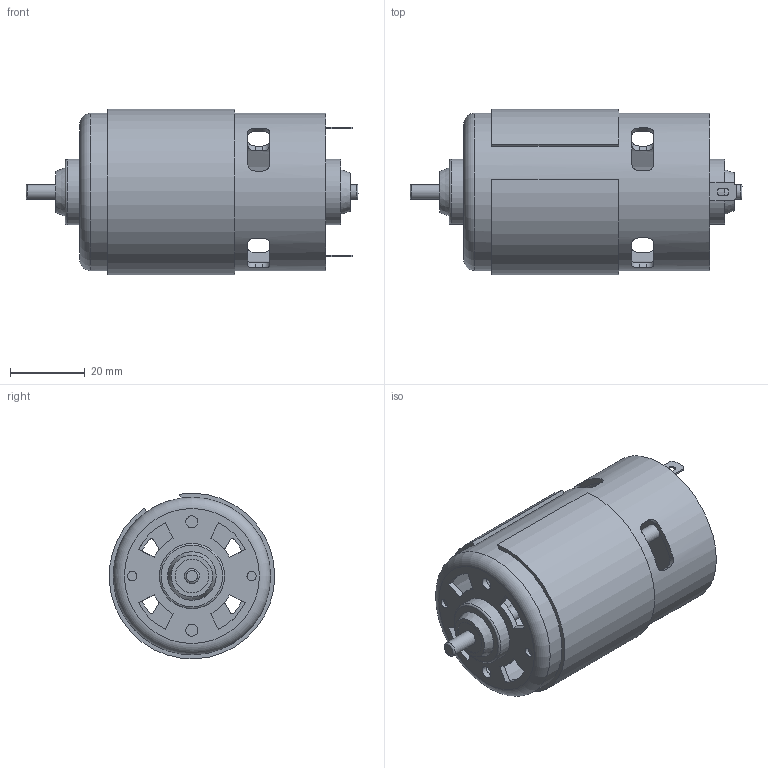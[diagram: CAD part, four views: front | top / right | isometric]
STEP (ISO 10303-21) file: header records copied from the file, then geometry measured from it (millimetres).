
FILE_DESCRIPTION(/* description */ (''),/* implementation_level */ '2;1');
FILE_NAME(/* name */ 'DRILLMOTOR_PCB_ASM.iam.step',/* time_stamp */ '2014-01-07T11:30:26-08:00',/* author */ ('Philip'),/* organization */ (''),/* preprocessor_version */ 'ST-DEVELOPER v15.2',/* originating_system */ 'Autodesk Inventor 2014',/* authorisation */ '');
FILE_SCHEMA (('AUTOMOTIVE_DESIGN { 1 0 10303 214 3 1 1 }'));
Length unit declared in the file: inch
Products named in the file (7): DRILLMOTORCASE_NONE; DRILLMOTORAXIL_NONE; DRILLMOTORSHIELD_NONE; DRILLMOTORTERMINAL_NONE; DRILLMOTOR_NONE_ASM; DRILLMOTOR_ASM; DRILLMOTOR_PCB_ASM
Bounding box: 89 x 44.35 x 44.38 mm (x, y, z)
Volume: 23896.4 mm3; surface area: 32099.9 mm2
Topology: 5 solids, 5 shells, 218 faces, 554 edges, 360 vertices
Faces by surface type: cylinder 107, plane 94, torus 11, sphere 4, cone 2
Full cylindrical faces by diameter (mm): 2 x4, 2.5 x2, 3.242 x2, 4 x3, 9 x3, 17.5 x2, 18.5 x1, 39.2 x1, 42.2 x1
Entity records: 6406 total; most frequent: CARTESIAN_POINT 1316, DIRECTION 1098, ORIENTED_EDGE 962, EDGE_CURVE 481, AXIS2_PLACEMENT_3D 433, VERTEX_POINT 331, EDGE_LOOP 278, LINE 232
